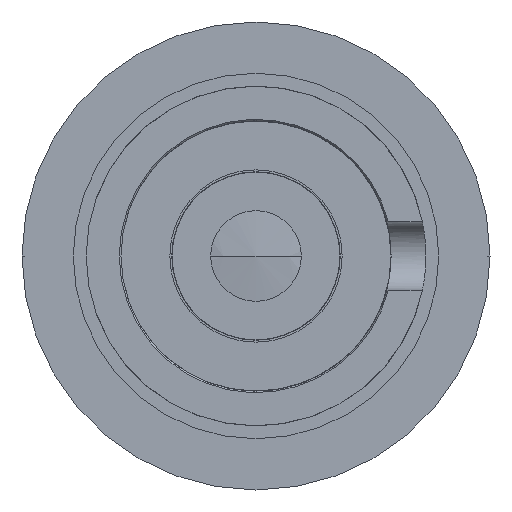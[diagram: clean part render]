
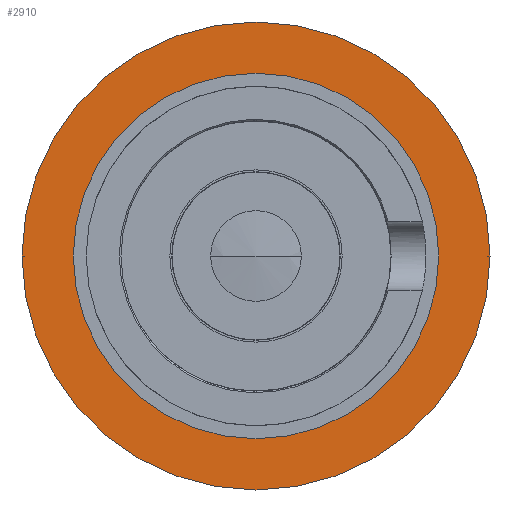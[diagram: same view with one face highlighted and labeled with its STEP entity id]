
A CAD part, front view. The second image highlights one B-rep face of the part: STEP entity #2910.
In plain terms, the highlighted planar face has unit normal (0, -1, 0).
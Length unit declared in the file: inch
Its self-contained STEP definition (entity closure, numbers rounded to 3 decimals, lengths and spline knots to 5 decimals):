
#29=CARTESIAN_POINT('',(0.,-0.09843,0.));
#30=DIRECTION('',(0.,1.,0.));
#31=DIRECTION('',(-1.,0.,0.));
#32=AXIS2_PLACEMENT_3D('',#29,#30,#31);
#34=CARTESIAN_POINT('',(0.,-0.09843,0.));
#35=DIRECTION('',(0.,-1.,0.));
#36=DIRECTION('',(-1.,0.,0.));
#37=AXIS2_PLACEMENT_3D('',#34,#35,#36);
#47=CARTESIAN_POINT('',(0.,-0.09843,0.));
#48=DIRECTION('',(0.,-1.,0.));
#49=DIRECTION('',(-1.,0.,0.));
#50=AXIS2_PLACEMENT_3D('',#47,#48,#49);
#52=CARTESIAN_POINT('',(0.,-0.09843,0.));
#53=DIRECTION('',(0.,1.,0.));
#54=DIRECTION('',(-1.,0.,0.));
#55=AXIS2_PLACEMENT_3D('',#52,#53,#54);
#2264=CARTESIAN_POINT('',(-0.24213,-0.09843,0.));
#2266=VERTEX_POINT('',#2264);
#2268=CARTESIAN_POINT('',(0.24213,-0.09843,0.));
#2270=VERTEX_POINT('',#2268);
#2272=CARTESIAN_POINT('',(-0.31004,-0.09843,0.));
#2273=CARTESIAN_POINT('',(0.31004,-0.09843,0.));
#2274=VERTEX_POINT('',#2272);
#2275=VERTEX_POINT('',#2273);
#2895=CARTESIAN_POINT('',(0.,-0.09843,0.));
#2896=DIRECTION('',(0.,1.,0.));
#2897=DIRECTION('',(1.,0.,0.));
#2898=AXIS2_PLACEMENT_3D('',#2895,#2896,#2897);
#2899=PLANE('',#2898);
#2900=ORIENTED_EDGE('',*,*,#2822,.T.);
#2901=ORIENTED_EDGE('',*,*,#2889,.F.);
#2902=EDGE_LOOP('',(#2900,#2901));
#2903=FACE_OUTER_BOUND('',#2902,.F.);
#2905=ORIENTED_EDGE('',*,*,#2904,.T.);
#2907=ORIENTED_EDGE('',*,*,#2906,.F.);
#2908=EDGE_LOOP('',(#2905,#2907));
#2909=FACE_BOUND('',#2908,.F.);
#2910=ADVANCED_FACE('',(#2903,#2909),#2899,.F.);
#33=CIRCLE('',#32,0.31004);
#38=CIRCLE('',#37,0.31004);
#51=CIRCLE('',#50,0.24213);
#56=CIRCLE('',#55,0.24213);
#2822=EDGE_CURVE('',#2274,#2275,#33,.T.);
#2889=EDGE_CURVE('',#2274,#2275,#38,.T.);
#2904=EDGE_CURVE('',#2266,#2270,#51,.T.);
#2906=EDGE_CURVE('',#2266,#2270,#56,.T.);
